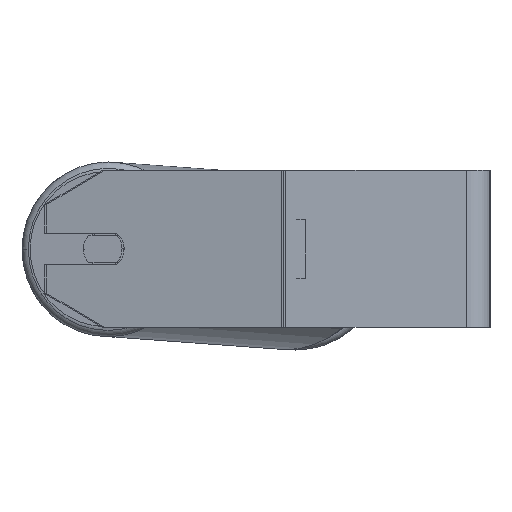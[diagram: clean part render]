
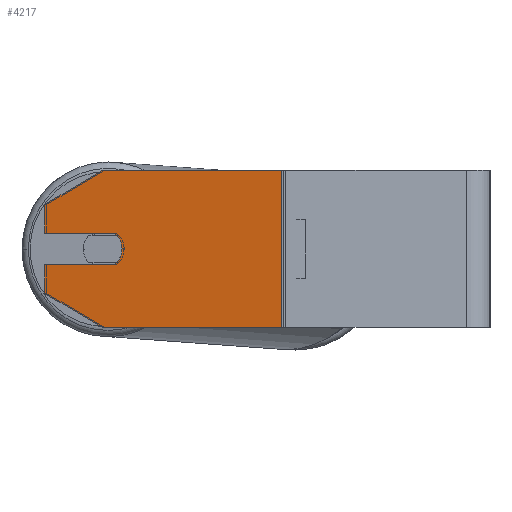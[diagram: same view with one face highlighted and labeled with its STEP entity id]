
A CAD part, left-side view. The second image highlights one B-rep face of the part: STEP entity #4217.
In plain terms, the highlighted planar face has unit normal (-0.985, 0.174, 0).
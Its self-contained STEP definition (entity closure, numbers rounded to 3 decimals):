
#95 = DIRECTION ( 'NONE',  ( -0.15, -0.853, -0.5 ) ) ;
#287 = VECTOR ( 'NONE', #2880, 1000. ) ;
#358 = EDGE_CURVE ( 'NONE', #8118, #6629, #1035, .T. ) ;
#364 = CARTESIAN_POINT ( 'NONE',  ( -828.538, 226.822, 40. ) ) ;
#482 = EDGE_CURVE ( 'NONE', #5702, #1204, #6201, .T. ) ;
#651 = FACE_OUTER_BOUND ( 'NONE', #4082, .T. ) ;
#804 = DIRECTION ( 'NONE',  ( -0.985, 0.174, 0. ) ) ;
#926 = VERTEX_POINT ( 'NONE', #5876 ) ;
#951 = DIRECTION ( 'NONE',  ( -0.174, -0.985, 0. ) ) ;
#1035 = LINE ( 'NONE', #364, #2809 ) ;
#1105 = CARTESIAN_POINT ( 'NONE',  ( -835.484, 187.429, 0. ) ) ;
#1193 = ORIENTED_EDGE ( 'NONE', *, *, #2336, .T. ) ;
#1204 = VERTEX_POINT ( 'NONE', #7374 ) ;
#1230 = EDGE_CURVE ( 'NONE', #2101, #5413, #7681, .T. ) ;
#1284 = VECTOR ( 'NONE', #1685, 1000. ) ;
#1420 = AXIS2_PLACEMENT_3D ( 'NONE', #3592, #804, #4869 ) ;
#1479 = LINE ( 'NONE', #4182, #3426 ) ;
#1685 = DIRECTION ( 'NONE',  ( 0.15, 0.853, -0.5 ) ) ;
#1787 = DIRECTION ( 'NONE',  ( 0., 0., -1. ) ) ;
#1842 = CARTESIAN_POINT ( 'NONE',  ( -828.538, 226.822, -8. ) ) ;
#1880 = EDGE_CURVE ( 'NONE', #7569, #5702, #4400, .T. ) ;
#1919 = ORIENTED_EDGE ( 'NONE', *, *, #5595, .F. ) ;
#1977 = CARTESIAN_POINT ( 'NONE',  ( -834.79, 191.369, -8. ) ) ;
#1996 = CARTESIAN_POINT ( 'NONE',  ( -828.538, 226.822, 40. ) ) ;
#2062 = ORIENTED_EDGE ( 'NONE', *, *, #4356, .T. ) ;
#2101 = VERTEX_POINT ( 'NONE', #6482 ) ;
#2336 = EDGE_CURVE ( 'NONE', #6629, #2101, #1479, .T. ) ;
#2543 = CARTESIAN_POINT ( 'NONE',  ( -849.818, 106.14, 40. ) ) ;
#2545 = VECTOR ( 'NONE', #5998, 1000. ) ;
#2592 = EDGE_CURVE ( 'NONE', #3741, #5413, #7601, .T. ) ;
#2679 = CARTESIAN_POINT ( 'NONE',  ( -834.79, 191.369, 8. ) ) ;
#2809 = VECTOR ( 'NONE', #1787, 1000. ) ;
#2880 = DIRECTION ( 'NONE',  ( 0., 0., -1. ) ) ;
#2949 = CARTESIAN_POINT ( 'NONE',  ( -828.538, 226.822, -22.679 ) ) ;
#3059 = DIRECTION ( 'NONE',  ( -0.174, -0.985, 0. ) ) ;
#3156 = VERTEX_POINT ( 'NONE', #6900 ) ;
#3159 = AXIS2_PLACEMENT_3D ( 'NONE', #5837, #4569, #5180 ) ;
#3405 = CARTESIAN_POINT ( 'NONE',  ( -828.538, 226.822, 40. ) ) ;
#3426 = VECTOR ( 'NONE', #95, 1000. ) ;
#3592 = CARTESIAN_POINT ( 'NONE',  ( -833.748, 197.277, 0. ) ) ;
#3665 = CARTESIAN_POINT ( 'NONE',  ( -834.79, 191.369, 8. ) ) ;
#3741 = VERTEX_POINT ( 'NONE', #2543 ) ;
#3759 = ORIENTED_EDGE ( 'NONE', *, *, #8237, .T. ) ;
#3817 = EDGE_CURVE ( 'NONE', #8118, #5020, #7264, .T. ) ;
#3825 = CARTESIAN_POINT ( 'NONE',  ( -828.538, 226.822, 22.679 ) ) ;
#3861 = DIRECTION ( 'NONE',  ( -0.174, -0.985, 0. ) ) ;
#3875 = AXIS2_PLACEMENT_3D ( 'NONE', #3405, #6048, #7371 ) ;
#4082 = EDGE_LOOP ( 'NONE', ( #1919, #5546, #7978, #1193, #4851, #8094, #6017, #3759, #2062, #4760, #5423 ) ) ;
#4182 = CARTESIAN_POINT ( 'NONE',  ( -833.748, 197.277, -40. ) ) ;
#4217 = ADVANCED_FACE ( 'NONE', ( #651 ), #6717, .F. ) ;
#4233 = LINE ( 'NONE', #6848, #7395 ) ;
#4294 = VECTOR ( 'NONE', #3861, 1000. ) ;
#4356 = EDGE_CURVE ( 'NONE', #3156, #1204, #4233, .T. ) ;
#4400 = CIRCLE ( 'NONE', #1420, 10. ) ;
#4569 = DIRECTION ( 'NONE',  ( -0.985, 0.174, 0. ) ) ;
#4760 = ORIENTED_EDGE ( 'NONE', *, *, #482, .F. ) ;
#4851 = ORIENTED_EDGE ( 'NONE', *, *, #1230, .T. ) ;
#4869 = DIRECTION ( 'NONE',  ( -0.174, -0.985, 0. ) ) ;
#5020 = VERTEX_POINT ( 'NONE', #1977 ) ;
#5180 = DIRECTION ( 'NONE',  ( -0.174, -0.985, 0. ) ) ;
#5350 = LINE ( 'NONE', #1996, #4294 ) ;
#5413 = VERTEX_POINT ( 'NONE', #7874 ) ;
#5423 = ORIENTED_EDGE ( 'NONE', *, *, #1880, .F. ) ;
#5476 = EDGE_CURVE ( 'NONE', #926, #3741, #5350, .T. ) ;
#5544 = VECTOR ( 'NONE', #3059, 1000. ) ;
#5546 = ORIENTED_EDGE ( 'NONE', *, *, #3817, .F. ) ;
#5595 = EDGE_CURVE ( 'NONE', #5020, #7569, #6970, .T. ) ;
#5694 = CARTESIAN_POINT ( 'NONE',  ( -849.818, 106.14, 40. ) ) ;
#5702 = VERTEX_POINT ( 'NONE', #3665 ) ;
#5837 = CARTESIAN_POINT ( 'NONE',  ( -833.748, 197.277, 0. ) ) ;
#5876 = CARTESIAN_POINT ( 'NONE',  ( -833.748, 197.277, 40. ) ) ;
#5998 = DIRECTION ( 'NONE',  ( 0.174, 0.985, 0. ) ) ;
#6017 = ORIENTED_EDGE ( 'NONE', *, *, #5476, .F. ) ;
#6048 = DIRECTION ( 'NONE',  ( 0.985, -0.174, 0. ) ) ;
#6201 = LINE ( 'NONE', #2679, #2545 ) ;
#6482 = CARTESIAN_POINT ( 'NONE',  ( -833.748, 197.277, -40. ) ) ;
#6629 = VERTEX_POINT ( 'NONE', #2949 ) ;
#6717 = PLANE ( 'NONE',  #3875 ) ;
#6848 = CARTESIAN_POINT ( 'NONE',  ( -828.538, 226.822, 40. ) ) ;
#6900 = CARTESIAN_POINT ( 'NONE',  ( -828.538, 226.822, 22.679 ) ) ;
#6970 = CIRCLE ( 'NONE', #3159, 10. ) ;
#7020 = CARTESIAN_POINT ( 'NONE',  ( -828.538, 226.822, -40. ) ) ;
#7264 = LINE ( 'NONE', #8640, #5544 ) ;
#7371 = DIRECTION ( 'NONE',  ( 0.174, 0.985, 0. ) ) ;
#7374 = CARTESIAN_POINT ( 'NONE',  ( -828.538, 226.822, 8. ) ) ;
#7395 = VECTOR ( 'NONE', #8214, 1000. ) ;
#7569 = VERTEX_POINT ( 'NONE', #1105 ) ;
#7601 = LINE ( 'NONE', #5694, #287 ) ;
#7681 = LINE ( 'NONE', #7020, #7909 ) ;
#7874 = CARTESIAN_POINT ( 'NONE',  ( -849.818, 106.14, -40. ) ) ;
#7909 = VECTOR ( 'NONE', #951, 1000. ) ;
#7978 = ORIENTED_EDGE ( 'NONE', *, *, #358, .T. ) ;
#8094 = ORIENTED_EDGE ( 'NONE', *, *, #2592, .F. ) ;
#8118 = VERTEX_POINT ( 'NONE', #1842 ) ;
#8214 = DIRECTION ( 'NONE',  ( 0., 0., -1. ) ) ;
#8237 = EDGE_CURVE ( 'NONE', #926, #3156, #8425, .T. ) ;
#8425 = LINE ( 'NONE', #3825, #1284 ) ;
#8640 = CARTESIAN_POINT ( 'NONE',  ( -834.79, 191.369, -8. ) ) ;
